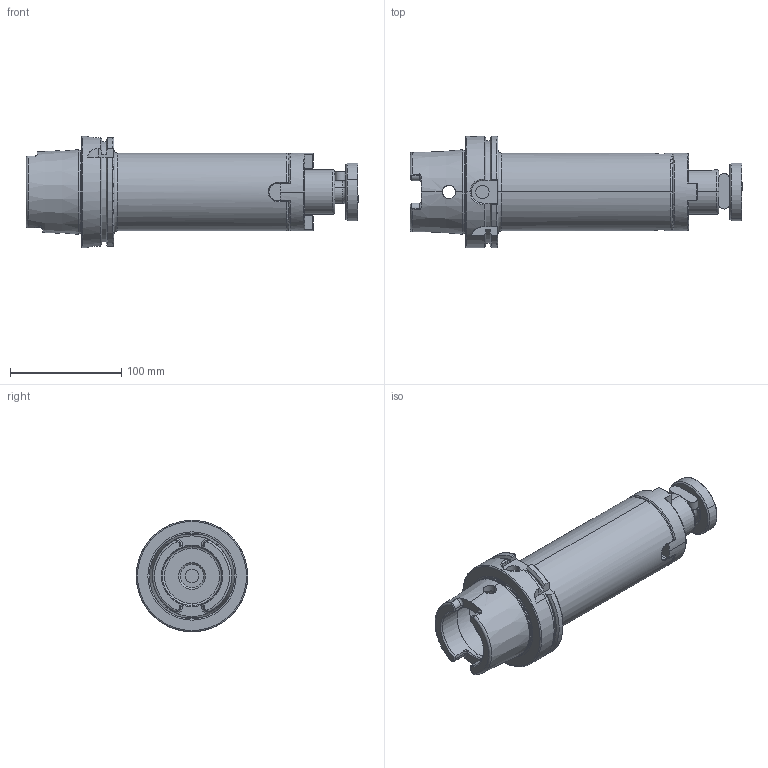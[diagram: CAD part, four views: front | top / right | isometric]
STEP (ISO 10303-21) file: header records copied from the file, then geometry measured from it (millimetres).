
FILE_DESCRIPTION (( 'STEP AP203' ), '1' );
FILE_NAME ('91100A-KD40200.STEP', '2022-02-14T13:02:50', ( '' ), ( '' ), 'SwSTEP 2.0', 'SolidWorks 2018', '' );
FILE_SCHEMA (( 'CONFIG_CONTROL_DESIGN' ));
Length unit declared in the file: inch
Products named in the file (8): CCS-M20-40; 91100A-KD40200; HSKA100CMH40200WW; FT DR CMH 40; CCS-M20-40-2; PK-10X8X32; CCS-M20-40-1
Assembly tree (7 placements, depth 4):
  91100A-KD40200
    HSKA100CMH40200WW
      FT DR CMH 40
      HSKA100CMH40200WW
      CCS-M20-40
        CCS-M20-40-1
        CCS-M20-40-2
      PK-10X8X32
Bounding box: 298 x 100 x 100 mm (x, y, z)
Volume: 947272.5 mm3; surface area: 121204.3 mm2
Topology: 5 solids, 5 shells, 305 faces, 737 edges, 445 vertices
Faces by surface type: plane 109, cylinder 80, cone 51, torus 47, bspline 18
Entity records: 11559 total; most frequent: CARTESIAN_POINT 3772, ORIENTED_EDGE 1466, DIRECTION 1444, EDGE_CURVE 733, AXIS2_PLACEMENT_3D 578, VERTEX_POINT 445, EDGE_LOOP 322, FACE_OUTER_BOUND 305
